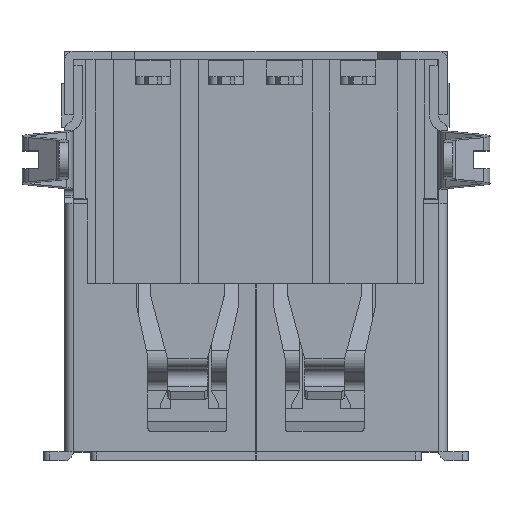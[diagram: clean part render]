
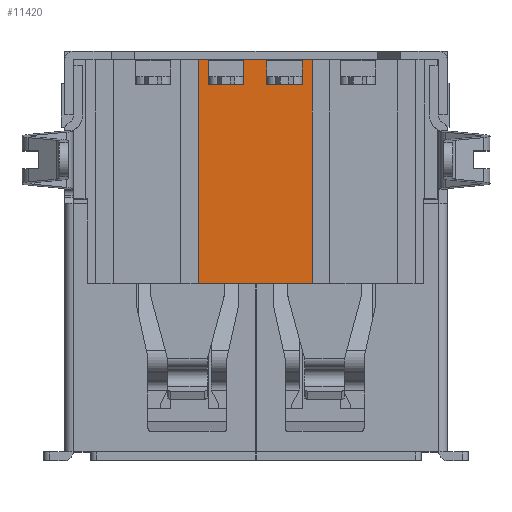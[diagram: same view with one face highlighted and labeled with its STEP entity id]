
A CAD part, top view. The second image highlights one B-rep face of the part: STEP entity #11420.
In plain terms, the highlighted planar face has unit normal (0, 0, 1).
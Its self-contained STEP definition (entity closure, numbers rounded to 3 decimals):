
#756=ORIENTED_EDGE('',*,*,#4254,.F.);
#757=ORIENTED_EDGE('',*,*,#4255,.T.);
#758=ORIENTED_EDGE('',*,*,#4256,.T.);
#759=ORIENTED_EDGE('',*,*,#4257,.F.);
#760=ORIENTED_EDGE('',*,*,#4258,.F.);
#761=ORIENTED_EDGE('',*,*,#4259,.F.);
#762=ORIENTED_EDGE('',*,*,#4260,.T.);
#763=ORIENTED_EDGE('',*,*,#4261,.T.);
#764=ORIENTED_EDGE('',*,*,#4262,.T.);
#765=ORIENTED_EDGE('',*,*,#4263,.T.);
#766=ORIENTED_EDGE('',*,*,#4264,.T.);
#767=ORIENTED_EDGE('',*,*,#4265,.F.);
#4254=EDGE_CURVE('',#6001,#6002,#7139,.T.);
#4255=EDGE_CURVE('',#6001,#6003,#7140,.T.);
#4256=EDGE_CURVE('',#6003,#6004,#7141,.T.);
#4257=EDGE_CURVE('',#6005,#6004,#7142,.T.);
#4258=EDGE_CURVE('',#6006,#6005,#7143,.T.);
#4259=EDGE_CURVE('',#6007,#6006,#7144,.T.);
#4260=EDGE_CURVE('',#6007,#6008,#7145,.T.);
#4261=EDGE_CURVE('',#6008,#6009,#7146,.T.);
#4262=EDGE_CURVE('',#6009,#6010,#7147,.T.);
#4263=EDGE_CURVE('',#6010,#6011,#7148,.T.);
#4264=EDGE_CURVE('',#6011,#6012,#7149,.T.);
#4265=EDGE_CURVE('',#6002,#6012,#7150,.T.);
#6001=VERTEX_POINT('',#16920);
#6002=VERTEX_POINT('',#16921);
#6003=VERTEX_POINT('',#16923);
#6004=VERTEX_POINT('',#16925);
#6005=VERTEX_POINT('',#16927);
#6006=VERTEX_POINT('',#16929);
#6007=VERTEX_POINT('',#16931);
#6008=VERTEX_POINT('',#16933);
#6009=VERTEX_POINT('',#16935);
#6010=VERTEX_POINT('',#16937);
#6011=VERTEX_POINT('',#16939);
#6012=VERTEX_POINT('',#16941);
#7139=LINE('',#16919,#8478);
#7140=LINE('',#16922,#8479);
#7141=LINE('',#16924,#8480);
#7142=LINE('',#16926,#8481);
#7143=LINE('',#16928,#8482);
#7144=LINE('',#16930,#8483);
#7145=LINE('',#16932,#8484);
#7146=LINE('',#16934,#8485);
#7147=LINE('',#16936,#8486);
#7148=LINE('',#16938,#8487);
#7149=LINE('',#16940,#8488);
#7150=LINE('',#16942,#8489);
#8478=VECTOR('',#13483,1000.);
#8479=VECTOR('',#13484,1000.);
#8480=VECTOR('',#13485,1000.);
#8481=VECTOR('',#13486,1000.);
#8482=VECTOR('',#13487,1000.);
#8483=VECTOR('',#13488,1000.);
#8484=VECTOR('',#13489,1000.);
#8485=VECTOR('',#13490,1000.);
#8486=VECTOR('',#13491,1000.);
#8487=VECTOR('',#13492,1000.);
#8488=VECTOR('',#13493,1000.);
#8489=VECTOR('',#13494,1000.);
#9749=EDGE_LOOP('',(#756,#757,#758,#759,#760,#761,#762,#763,#764,#765,#766,
#767));
#10386=FACE_BOUND('',#9749,.T.);
#11022=PLANE('',#12384);
#11420=ADVANCED_FACE('',(#10386),#11022,.T.);
#12384=AXIS2_PLACEMENT_3D('',#16918,#13481,#13482);
#13481=DIRECTION('',(0.,0.,1.));
#13482=DIRECTION('',(1.,0.,0.));
#13483=DIRECTION('',(-1.,0.,0.));
#13484=DIRECTION('',(0.,1.,0.));
#13485=DIRECTION('',(-1.,0.,0.));
#13486=DIRECTION('',(0.,1.,0.));
#13487=DIRECTION('',(1.,0.,0.));
#13488=DIRECTION('',(0.,-1.,0.));
#13489=DIRECTION('',(-1.,0.,0.));
#13490=DIRECTION('',(0.,-1.,0.));
#13491=DIRECTION('',(-1.,0.,0.));
#13492=DIRECTION('',(0.,1.,0.));
#13493=DIRECTION('',(-1.,0.,0.));
#13494=DIRECTION('',(0.,1.,0.));
#16918=CARTESIAN_POINT('',(-6.225,-2.375,3.01));
#16919=CARTESIAN_POINT('',(5.75,-5.275,3.01));
#16920=CARTESIAN_POINT('',(1.95,-5.275,3.01));
#16921=CARTESIAN_POINT('',(-1.95,-5.275,3.01));
#16922=CARTESIAN_POINT('',(1.95,-5.275,3.01));
#16923=CARTESIAN_POINT('',(1.95,2.375,3.01));
#16924=CARTESIAN_POINT('',(6.225,2.375,3.01));
#16925=CARTESIAN_POINT('',(1.6,2.375,3.01));
#16926=CARTESIAN_POINT('',(1.6,-2.375,3.01));
#16927=CARTESIAN_POINT('',(1.6,1.54,3.01));
#16928=CARTESIAN_POINT('',(-6.225,1.54,3.01));
#16929=CARTESIAN_POINT('',(0.4,1.54,3.01));
#16930=CARTESIAN_POINT('',(0.4,-2.375,3.01));
#16931=CARTESIAN_POINT('',(0.4,2.375,3.01));
#16932=CARTESIAN_POINT('',(6.225,2.375,3.01));
#16933=CARTESIAN_POINT('',(-0.4,2.375,3.01));
#16934=CARTESIAN_POINT('',(-0.4,-2.375,3.01));
#16935=CARTESIAN_POINT('',(-0.4,1.54,3.01));
#16936=CARTESIAN_POINT('',(-6.225,1.54,3.01));
#16937=CARTESIAN_POINT('',(-1.6,1.54,3.01));
#16938=CARTESIAN_POINT('',(-1.6,-2.375,3.01));
#16939=CARTESIAN_POINT('',(-1.6,2.375,3.01));
#16940=CARTESIAN_POINT('',(6.225,2.375,3.01));
#16941=CARTESIAN_POINT('',(-1.95,2.375,3.01));
#16942=CARTESIAN_POINT('',(-1.95,-5.275,3.01));
